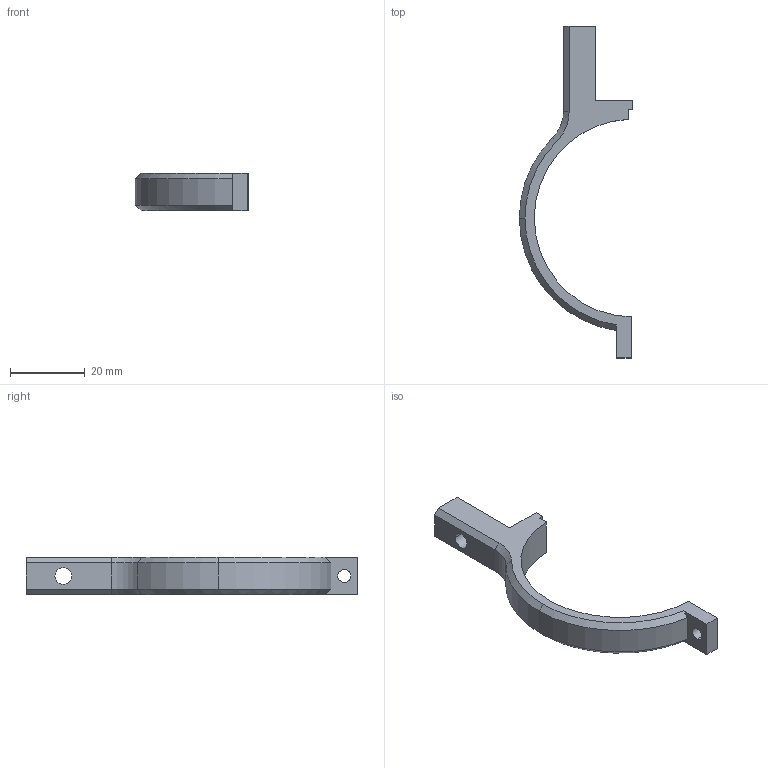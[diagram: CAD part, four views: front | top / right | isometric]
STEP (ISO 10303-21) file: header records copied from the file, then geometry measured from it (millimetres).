
FILE_DESCRIPTION (( 'STEP AP203' ), '1' );
FILE_NAME ('guider_attachment_back_2.step', '2021-03-01T17:11:07', ( '' ), ( '' ), 'SwSTEP 2.0', 'SolidWorks 2020', '' );
FILE_SCHEMA (( 'CONFIG_CONTROL_DESIGN' ));
Length unit declared in the file: millimetre
Products named in the file (1): guider_attachment_back_2
Bounding box: 30.4 x 89.1 x 10 mm (x, y, z)
Volume: 5714.7 mm3; surface area: 3629.2 mm2
Topology: 1 solids, 1 shells, 28 faces, 73 edges, 47 vertices
Faces by surface type: plane 14, cylinder 9, cone 5
Entity records: 947 total; most frequent: CARTESIAN_POINT 155, DIRECTION 152, ORIENTED_EDGE 146, EDGE_CURVE 73, AXIS2_PLACEMENT_3D 52, LINE 48, VECTOR 48, VERTEX_POINT 47
